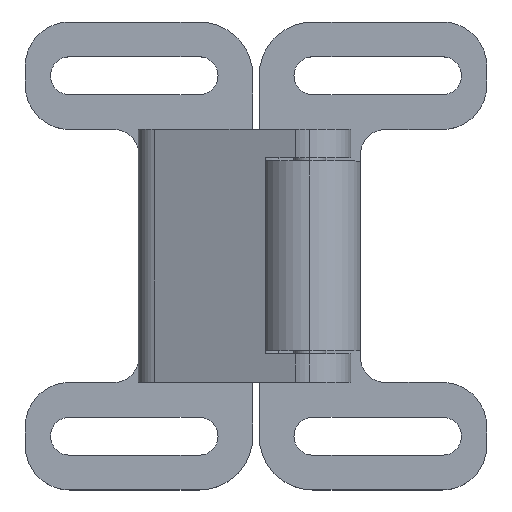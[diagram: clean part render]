
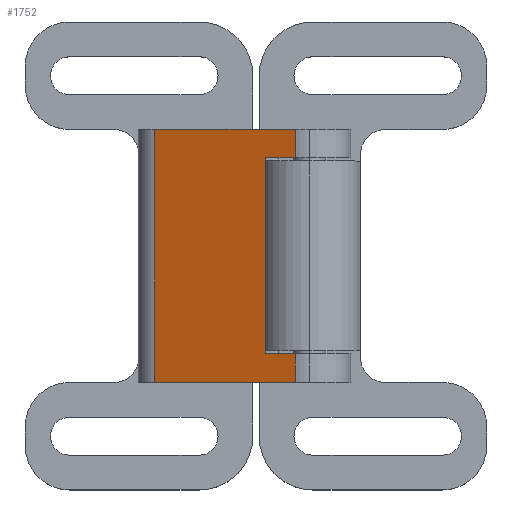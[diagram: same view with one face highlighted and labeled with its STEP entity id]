
A CAD part, top view. The second image highlights one B-rep face of the part: STEP entity #1752.
In plain terms, the highlighted planar face has unit normal (-0.351, 0, 0.936).
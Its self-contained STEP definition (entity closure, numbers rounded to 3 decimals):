
#14 = VERTEX_POINT ( 'NONE', #1745 ) ;
#34 = VECTOR ( 'NONE', #2553, 1000. ) ;
#47 = ORIENTED_EDGE ( 'NONE', *, *, #565, .F. ) ;
#151 = AXIS2_PLACEMENT_3D ( 'NONE', #1682, #895, #674 ) ;
#235 = ORIENTED_EDGE ( 'NONE', *, *, #1472, .T. ) ;
#249 = VERTEX_POINT ( 'NONE', #3054 ) ;
#272 = VERTEX_POINT ( 'NONE', #2089 ) ;
#280 = VERTEX_POINT ( 'NONE', #2787 ) ;
#330 = ORIENTED_EDGE ( 'NONE', *, *, #2822, .T. ) ;
#394 = CARTESIAN_POINT ( 'NONE',  ( -2.282, 20., 20.086 ) ) ;
#527 = LINE ( 'NONE', #753, #1705 ) ;
#565 = EDGE_CURVE ( 'NONE', #726, #1199, #767, .T. ) ;
#600 = CARTESIAN_POINT ( 'NONE',  ( -24.531, 20., 11.745 ) ) ;
#674 = DIRECTION ( 'NONE',  ( 0.936, 0., 0.351 ) ) ;
#724 = DIRECTION ( 'NONE',  ( 0., 1., 0. ) ) ;
#726 = VERTEX_POINT ( 'NONE', #600 ) ;
#753 = CARTESIAN_POINT ( 'NONE',  ( -24.531, -20., 11.745 ) ) ;
#767 = LINE ( 'NONE', #2522, #2968 ) ;
#776 = DIRECTION ( 'NONE',  ( 0.936, 0., 0.351 ) ) ;
#795 = VECTOR ( 'NONE', #1140, 1000. ) ;
#891 = CARTESIAN_POINT ( 'NONE',  ( -6.963, 15.5, 18.332 ) ) ;
#895 = DIRECTION ( 'NONE',  ( -0.351, 0., 0.936 ) ) ;
#907 = LINE ( 'NONE', #1658, #1396 ) ;
#955 = LINE ( 'NONE', #959, #1734 ) ;
#959 = CARTESIAN_POINT ( 'NONE',  ( -2.282, 20., 20.086 ) ) ;
#980 = LINE ( 'NONE', #1367, #795 ) ;
#990 = ORIENTED_EDGE ( 'NONE', *, *, #1200, .T. ) ;
#1122 = EDGE_CURVE ( 'NONE', #280, #726, #2861, .T. ) ;
#1140 = DIRECTION ( 'NONE',  ( 0.936, 0., 0.351 ) ) ;
#1199 = VERTEX_POINT ( 'NONE', #394 ) ;
#1200 = EDGE_CURVE ( 'NONE', #2202, #272, #980, .T. ) ;
#1208 = VERTEX_POINT ( 'NONE', #2061 ) ;
#1244 = ORIENTED_EDGE ( 'NONE', *, *, #1122, .F. ) ;
#1302 = ORIENTED_EDGE ( 'NONE', *, *, #1738, .T. ) ;
#1332 = CARTESIAN_POINT ( 'NONE',  ( -24.531, 20., 11.745 ) ) ;
#1367 = CARTESIAN_POINT ( 'NONE',  ( -24.531, 15.5, 11.745 ) ) ;
#1396 = VECTOR ( 'NONE', #724, 1000. ) ;
#1399 = LINE ( 'NONE', #1951, #2286 ) ;
#1472 = EDGE_CURVE ( 'NONE', #249, #1208, #1399, .T. ) ;
#1658 = CARTESIAN_POINT ( 'NONE',  ( -6.963, 20., 18.332 ) ) ;
#1665 = VECTOR ( 'NONE', #1836, 1000. ) ;
#1682 = CARTESIAN_POINT ( 'NONE',  ( -24.531, 20., 11.745 ) ) ;
#1705 = VECTOR ( 'NONE', #776, 1000. ) ;
#1734 = VECTOR ( 'NONE', #2096, 1000. ) ;
#1738 = EDGE_CURVE ( 'NONE', #1208, #2202, #907, .T. ) ;
#1745 = CARTESIAN_POINT ( 'NONE',  ( -2.282, -20., 20.086 ) ) ;
#1752 = ADVANCED_FACE ( 'NONE', ( #2648 ), #2847, .T. ) ;
#1836 = DIRECTION ( 'NONE',  ( 0., 1., 0. ) ) ;
#1867 = ORIENTED_EDGE ( 'NONE', *, *, #2911, .T. ) ;
#1951 = CARTESIAN_POINT ( 'NONE',  ( -24.531, -15.5, 11.745 ) ) ;
#2061 = CARTESIAN_POINT ( 'NONE',  ( -6.963, -15.5, 18.332 ) ) ;
#2089 = CARTESIAN_POINT ( 'NONE',  ( -2.282, 15.5, 20.086 ) ) ;
#2096 = DIRECTION ( 'NONE',  ( 0., 1., 0. ) ) ;
#2202 = VERTEX_POINT ( 'NONE', #891 ) ;
#2286 = VECTOR ( 'NONE', #2732, 1000. ) ;
#2409 = EDGE_CURVE ( 'NONE', #280, #14, #527, .T. ) ;
#2522 = CARTESIAN_POINT ( 'NONE',  ( -24.531, 20., 11.745 ) ) ;
#2553 = DIRECTION ( 'NONE',  ( 0., 1., 0. ) ) ;
#2633 = EDGE_LOOP ( 'NONE', ( #990, #1867, #47, #1244, #2738, #330, #235, #1302 ) ) ;
#2648 = FACE_OUTER_BOUND ( 'NONE', #2633, .T. ) ;
#2732 = DIRECTION ( 'NONE',  ( -0.936, 0., -0.351 ) ) ;
#2738 = ORIENTED_EDGE ( 'NONE', *, *, #2409, .T. ) ;
#2749 = DIRECTION ( 'NONE',  ( 0.936, 0., 0.351 ) ) ;
#2787 = CARTESIAN_POINT ( 'NONE',  ( -24.531, -20., 11.745 ) ) ;
#2822 = EDGE_CURVE ( 'NONE', #14, #249, #955, .T. ) ;
#2847 = PLANE ( 'NONE',  #151 ) ;
#2861 = LINE ( 'NONE', #1332, #34 ) ;
#2911 = EDGE_CURVE ( 'NONE', #272, #1199, #2973, .T. ) ;
#2968 = VECTOR ( 'NONE', #2749, 1000. ) ;
#2973 = LINE ( 'NONE', #3020, #1665 ) ;
#3020 = CARTESIAN_POINT ( 'NONE',  ( -2.282, 20., 20.086 ) ) ;
#3054 = CARTESIAN_POINT ( 'NONE',  ( -2.282, -15.5, 20.086 ) ) ;
